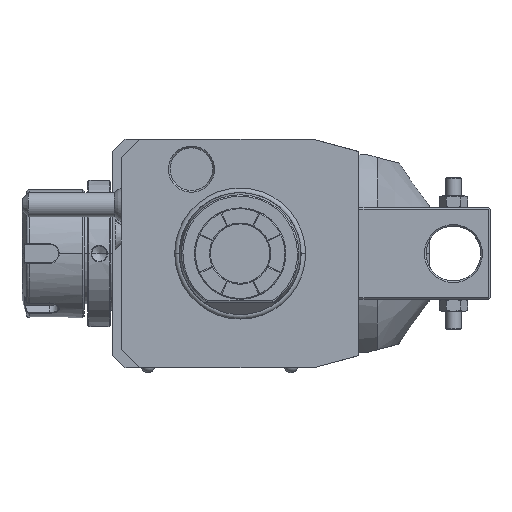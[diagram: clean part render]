
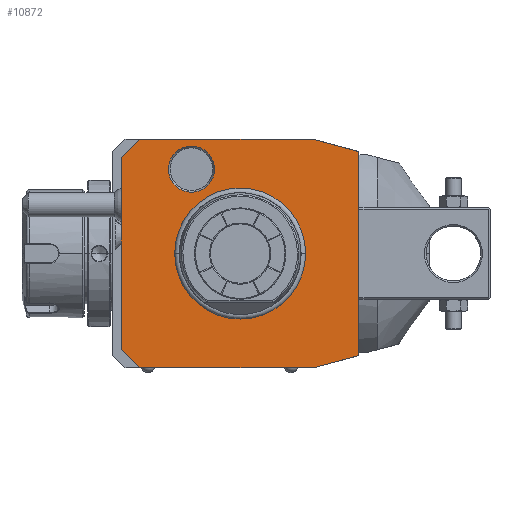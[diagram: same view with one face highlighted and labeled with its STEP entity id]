
A CAD part, front view. The second image highlights one B-rep face of the part: STEP entity #10872.
In plain terms, the highlighted planar face has unit normal (0, -1, 0).
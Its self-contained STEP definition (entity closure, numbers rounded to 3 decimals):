
#1=DIRECTION('',(-0.966,0.,0.259));
#2=VECTOR('',#1,15.529);
#3=CARTESIAN_POINT('',(39.,0.,33.481));
#4=LINE('',#3,#2);
#5=DIRECTION('',(0.,0.,1.));
#6=VECTOR('',#5,66.962);
#7=CARTESIAN_POINT('',(39.,0.,-33.481));
#8=LINE('',#7,#6);
#9=DIRECTION('',(0.966,0.,0.259));
#10=VECTOR('',#9,15.529);
#11=CARTESIAN_POINT('',(24.,0.,-37.5));
#12=LINE('',#11,#10);
#13=DIRECTION('',(1.,0.,0.));
#14=VECTOR('',#13,57.);
#15=CARTESIAN_POINT('',(-33.,0.,-37.5));
#16=LINE('',#15,#14);
#17=DIRECTION('',(0.707,0.,-0.707));
#18=VECTOR('',#17,8.485);
#19=CARTESIAN_POINT('',(-39.,0.,-31.5));
#20=LINE('',#19,#18);
#21=DIRECTION('',(0.,0.,-1.));
#22=VECTOR('',#21,63.);
#23=CARTESIAN_POINT('',(-39.,0.,31.5));
#24=LINE('',#23,#22);
#25=DIRECTION('',(-0.707,0.,-0.707));
#26=VECTOR('',#25,8.485);
#27=CARTESIAN_POINT('',(-33.,0.,37.5));
#28=LINE('',#27,#26);
#29=DIRECTION('',(-1.,0.,0.));
#30=VECTOR('',#29,57.);
#31=CARTESIAN_POINT('',(24.,0.,37.5));
#32=LINE('',#31,#30);
#33=CARTESIAN_POINT('',(-16.,0.,27.713));
#34=DIRECTION('',(0.,1.,0.));
#35=DIRECTION('',(1.,0.,0.));
#36=AXIS2_PLACEMENT_3D('',#33,#34,#35);
#38=CARTESIAN_POINT('',(-16.,0.,27.713));
#39=DIRECTION('',(0.,1.,0.));
#40=DIRECTION('',(-1.,0.,0.));
#41=AXIS2_PLACEMENT_3D('',#38,#39,#40);
#7561=CARTESIAN_POINT('',(0.,0.,0.));
#7562=DIRECTION('',(0.,1.,0.));
#7563=DIRECTION('',(-1.,0.,0.));
#7564=AXIS2_PLACEMENT_3D('',#7561,#7562,#7563);
#7566=CARTESIAN_POINT('',(0.,0.,0.));
#7567=DIRECTION('',(0.,1.,0.));
#7568=DIRECTION('',(1.,0.,0.));
#7569=AXIS2_PLACEMENT_3D('',#7566,#7567,#7568);
#9746=CARTESIAN_POINT('',(-8.423,0.,27.713));
#9747=CARTESIAN_POINT('',(-23.577,0.,27.713));
#9748=VERTEX_POINT('',#9746);
#9749=VERTEX_POINT('',#9747);
#10665=CARTESIAN_POINT('',(39.,0.,33.481));
#10666=CARTESIAN_POINT('',(24.,0.,37.5));
#10667=VERTEX_POINT('',#10665);
#10668=VERTEX_POINT('',#10666);
#10669=CARTESIAN_POINT('',(-33.,0.,37.5));
#10670=VERTEX_POINT('',#10669);
#10671=CARTESIAN_POINT('',(-39.,0.,31.5));
#10672=VERTEX_POINT('',#10671);
#10673=CARTESIAN_POINT('',(-39.,0.,-31.5));
#10674=VERTEX_POINT('',#10673);
#10675=CARTESIAN_POINT('',(-33.,0.,-37.5));
#10676=VERTEX_POINT('',#10675);
#10677=CARTESIAN_POINT('',(24.,0.,-37.5));
#10678=VERTEX_POINT('',#10677);
#10679=CARTESIAN_POINT('',(39.,0.,-33.481));
#10680=VERTEX_POINT('',#10679);
#10729=CARTESIAN_POINT('',(-21.137,0.,0.));
#10730=CARTESIAN_POINT('',(21.137,0.,0.));
#10731=VERTEX_POINT('',#10729);
#10732=VERTEX_POINT('',#10730);
#10837=CARTESIAN_POINT('',(0.,0.,0.));
#10838=DIRECTION('',(0.,-1.,0.));
#10839=DIRECTION('',(-1.,0.,0.));
#10840=AXIS2_PLACEMENT_3D('',#10837,#10838,#10839);
#10841=PLANE('',#10840);
#10843=ORIENTED_EDGE('',*,*,#10842,.F.);
#10845=ORIENTED_EDGE('',*,*,#10844,.F.);
#10847=ORIENTED_EDGE('',*,*,#10846,.F.);
#10849=ORIENTED_EDGE('',*,*,#10848,.F.);
#10851=ORIENTED_EDGE('',*,*,#10850,.F.);
#10853=ORIENTED_EDGE('',*,*,#10852,.F.);
#10855=ORIENTED_EDGE('',*,*,#10854,.F.);
#10857=ORIENTED_EDGE('',*,*,#10856,.F.);
#10858=EDGE_LOOP('',(#10843,#10845,#10847,#10849,#10851,#10853,#10855,#10857));
#10859=FACE_OUTER_BOUND('',#10858,.F.);
#10861=ORIENTED_EDGE('',*,*,#10860,.F.);
#10863=ORIENTED_EDGE('',*,*,#10862,.F.);
#10864=EDGE_LOOP('',(#10861,#10863));
#10865=FACE_BOUND('',#10864,.F.);
#10867=ORIENTED_EDGE('',*,*,#10866,.F.);
#10869=ORIENTED_EDGE('',*,*,#10868,.F.);
#10870=EDGE_LOOP('',(#10867,#10869));
#10871=FACE_BOUND('',#10870,.F.);
#37=CIRCLE('',#36,7.577);
#42=CIRCLE('',#41,7.577);
#7565=CIRCLE('',#7564,21.137);
#7570=CIRCLE('',#7569,21.137);
#10842=EDGE_CURVE('',#10667,#10668,#4,.T.);
#10844=EDGE_CURVE('',#10680,#10667,#8,.T.);
#10846=EDGE_CURVE('',#10678,#10680,#12,.T.);
#10848=EDGE_CURVE('',#10676,#10678,#16,.T.);
#10850=EDGE_CURVE('',#10674,#10676,#20,.T.);
#10852=EDGE_CURVE('',#10672,#10674,#24,.T.);
#10854=EDGE_CURVE('',#10670,#10672,#28,.T.);
#10856=EDGE_CURVE('',#10668,#10670,#32,.T.);
#10860=EDGE_CURVE('',#10731,#10732,#7565,.T.);
#10862=EDGE_CURVE('',#10732,#10731,#7570,.T.);
#10866=EDGE_CURVE('',#9748,#9749,#37,.T.);
#10868=EDGE_CURVE('',#9749,#9748,#42,.T.);
#10872=ADVANCED_FACE('',(#10859,#10865,#10871),#10841,.T.);
